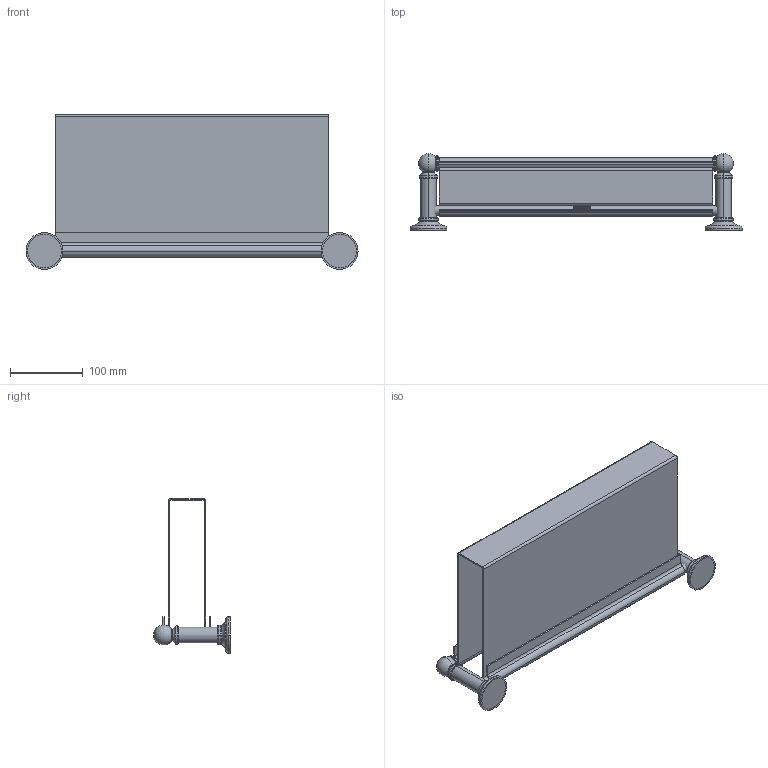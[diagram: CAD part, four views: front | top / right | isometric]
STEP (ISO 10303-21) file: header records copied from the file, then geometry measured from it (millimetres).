
FILE_DESCRIPTION((''),'2;1');
FILE_NAME('4546_WEB','2010-10-12T',('project'),(''),'PRO/ENGINEER BY PARAMETRIC TECHNOLOGY CORPORATION, 2009300','PRO/ENGINEER BY PARAMETRIC TECHNOLOGY CORPORATION, 2009300','');
FILE_SCHEMA(('CONFIG_CONTROL_DESIGN'));
Length unit declared in the file: inch
Products named in the file (1): 4546_WEB
Bounding box: 457.8 x 106 x 213.6 mm (x, y, z)
Surface area: 448866.8 mm2 (no closed solid volume)
Topology: 0 solids, 19 shells, 180 faces, 466 edges, 293 vertices
Faces by surface type: cylinder 98, torus 50, plane 28, sphere 4
Entity records: 6336 total; most frequent: CARTESIAN_POINT 2075, DIRECTION 954, ORIENTED_EDGE 755, EDGE_CURVE 462, AXIS2_PLACEMENT_3D 401, VERTEX_POINT 293, CIRCLE 221, EDGE_LOOP 180
